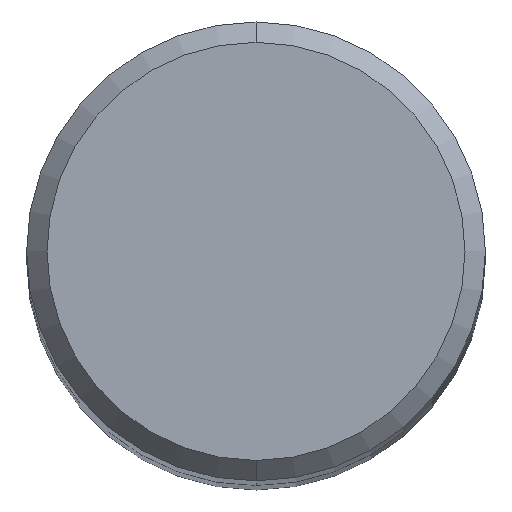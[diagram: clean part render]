
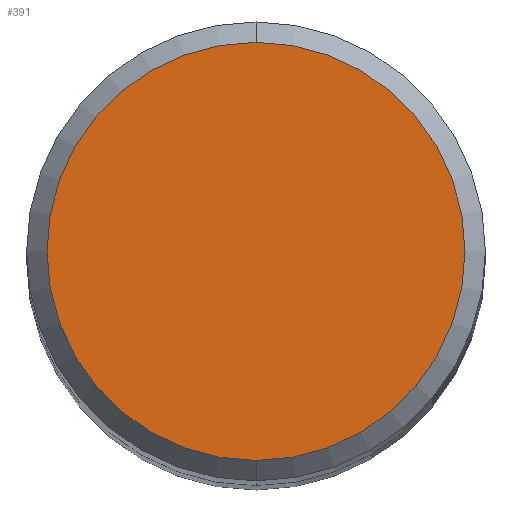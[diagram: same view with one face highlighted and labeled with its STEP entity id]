
A CAD part, top view. The second image highlights one B-rep face of the part: STEP entity #391.
In plain terms, the highlighted planar face has unit normal (0, 0, 1).
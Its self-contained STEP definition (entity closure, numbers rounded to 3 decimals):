
#193=VERTEX_POINT('',#471);
#205=EDGE_CURVE('',#193,#357,#484,.T.);
#331=EDGE_CURVE('',#357,#193,#623,.T.);
#357=VERTEX_POINT('',#653);
#391=ADVANCED_FACE('',(#689),#690,.T.);
#471=CARTESIAN_POINT('',(0.,-8.2,0.0));
#484=CIRCLE('',#857,8.2);
#623=CIRCLE('',#1172,8.2);
#653=CARTESIAN_POINT('',(0.0,8.2,0.0));
#689=FACE_OUTER_BOUND('',#1332,.T.);
#690=PLANE('',#1333);
#857=AXIS2_PLACEMENT_3D('',#1426,#1427,#1428);
#1172=AXIS2_PLACEMENT_3D('',#1584,#1585,#1586);
#1332=EDGE_LOOP('',(#1653,#1654));
#1333=AXIS2_PLACEMENT_3D('',#1655,#1656,#1657);
#1426=CARTESIAN_POINT('',(0.0,0.0,0.0));
#1427=DIRECTION('',(0.0,0.0,-1.0));
#1428=DIRECTION('',(0.0,1.0,0.0));
#1584=CARTESIAN_POINT('',(0.0,0.0,0.0));
#1585=DIRECTION('',(0.0,0.0,-1.0));
#1586=DIRECTION('',(0.0,1.0,0.0));
#1653=ORIENTED_EDGE('',*,*,#331,.F.);
#1654=ORIENTED_EDGE('',*,*,#205,.F.);
#1655=CARTESIAN_POINT('',(0.0,4.1,0.0));
#1656=DIRECTION('',(-0.0,0.0,1.0));
#1657=DIRECTION('',(0.0,-1.0,0.0));
